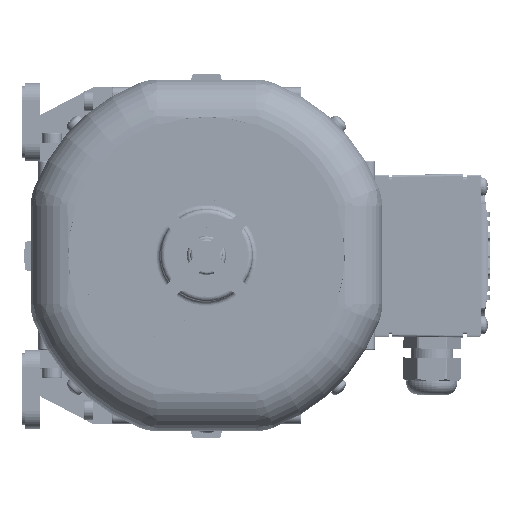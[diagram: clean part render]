
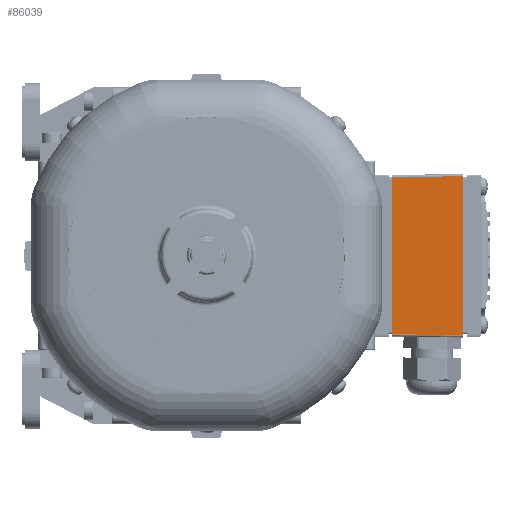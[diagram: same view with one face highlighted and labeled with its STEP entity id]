
A CAD part, top view. The second image highlights one B-rep face of the part: STEP entity #86039.
In plain terms, the highlighted face is planar.
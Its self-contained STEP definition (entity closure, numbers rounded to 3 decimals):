
#85695=CARTESIAN_POINT('',(-34.5,-35.5,31.0));
#85696=VERTEX_POINT('',#85695);
#85714=CARTESIAN_POINT('',(-34.,-35.0,0.0));
#85715=VERTEX_POINT('',#85714);
#85723=CARTESIAN_POINT('',(-34.,-35.0,0.0));
#85724=DIRECTION('',(-0.016,-0.016,1.));
#85725=VECTOR('',#85724,31.008);
#85726=LINE('',#85723,#85725);
#85727=EDGE_CURVE('',#85715,#85696,#85726,.T.);
#85738=CARTESIAN_POINT('',(34.5,-35.5,31.0));
#85739=VERTEX_POINT('',#85738);
#85740=CARTESIAN_POINT('',(34.5,-35.5,31.0));
#85741=DIRECTION('',(-1.0,0.0,0.0));
#85742=VECTOR('',#85741,69.);
#85743=LINE('',#85740,#85742);
#85744=EDGE_CURVE('',#85739,#85696,#85743,.T.);
#86016=CARTESIAN_POINT('',(35.0,-35.0,0.0));
#86017=DIRECTION('',(0.,-1.,-0.016));
#86018=DIRECTION('',(0.0,0.016,-1.));
#86019=AXIS2_PLACEMENT_3D('',#86016,#86017,#86018);
#86020=PLANE('',#86019);
#86021=ORIENTED_EDGE('',*,*,#85727,.F.);
#86022=CARTESIAN_POINT('',(34.,-35.0,0.0));
#86023=VERTEX_POINT('',#86022);
#86024=CARTESIAN_POINT('',(34.,-35.0,0.0));
#86025=DIRECTION('',(-1.0,0.0,0.0));
#86026=VECTOR('',#86025,68.);
#86027=LINE('',#86024,#86026);
#86028=EDGE_CURVE('',#86023,#85715,#86027,.T.);
#86029=ORIENTED_EDGE('',*,*,#86028,.F.);
#86030=CARTESIAN_POINT('',(34.5,-35.5,31.0));
#86031=DIRECTION('',(-0.016,0.016,-1.));
#86032=VECTOR('',#86031,31.008);
#86033=LINE('',#86030,#86032);
#86034=EDGE_CURVE('',#85739,#86023,#86033,.T.);
#86035=ORIENTED_EDGE('',*,*,#86034,.F.);
#86036=ORIENTED_EDGE('',*,*,#85744,.T.);
#86037=EDGE_LOOP('',(#86021,#86029,#86035,#86036));
#86038=FACE_OUTER_BOUND('',#86037,.T.);
#86039=ADVANCED_FACE('',(#86038),#86020,.T.);
